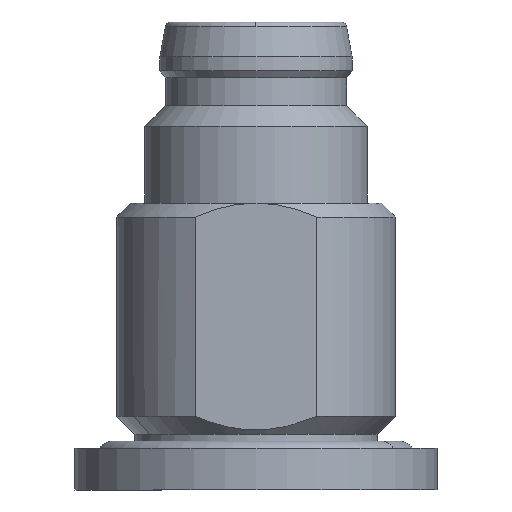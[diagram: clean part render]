
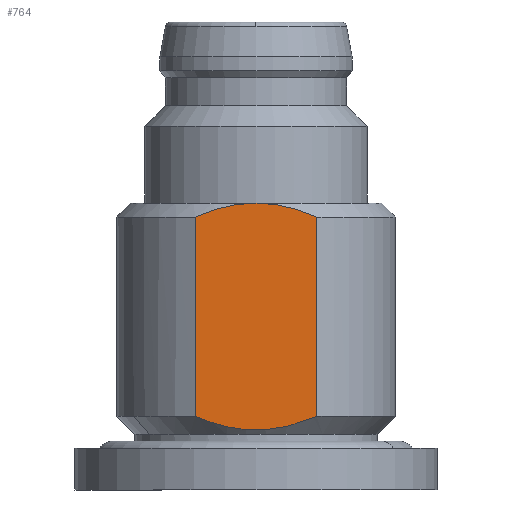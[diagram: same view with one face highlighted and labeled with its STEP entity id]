
A CAD part, left-side view. The second image highlights one B-rep face of the part: STEP entity #764.
In plain terms, the highlighted planar face has unit normal (-1, 0, 0).
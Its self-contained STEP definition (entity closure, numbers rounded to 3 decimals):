
#735=AXIS2_PLACEMENT_3D('Plane Axis2P3D',#732,#733,#734) ;
#548=CARTESIAN_POINT('Vertex',(2.,4.321,2.65)) ;
#552=CARTESIAN_POINT('Control Point',(2.,4.438,2.6)) ;
#553=CARTESIAN_POINT('Control Point',(2.,4.399,2.616)) ;
#554=CARTESIAN_POINT('Control Point',(2.,4.36,2.633)) ;
#555=CARTESIAN_POINT('Control Point',(2.,4.321,2.65)) ;
#556=CARTESIAN_POINT('Vertex',(2.,4.438,2.6)) ;
#560=CARTESIAN_POINT('Control Point',(2.,4.438,2.6)) ;
#561=CARTESIAN_POINT('Control Point',(2.,5.379,2.208)) ;
#562=CARTESIAN_POINT('Control Point',(2.,6.132,2.078)) ;
#563=CARTESIAN_POINT('Control Point',(2.,6.858,2.074)) ;
#564=CARTESIAN_POINT('Control Point',(2.,7.62,2.208)) ;
#565=CARTESIAN_POINT('Control Point',(2.,8.562,2.6)) ;
#566=CARTESIAN_POINT('Vertex',(2.,8.562,2.6)) ;
#570=CARTESIAN_POINT('Control Point',(2.,8.679,2.65)) ;
#571=CARTESIAN_POINT('Control Point',(2.,8.64,2.633)) ;
#572=CARTESIAN_POINT('Control Point',(2.,8.601,2.616)) ;
#573=CARTESIAN_POINT('Control Point',(2.,8.562,2.6)) ;
#574=CARTESIAN_POINT('Vertex',(2.,8.679,2.65)) ;
#610=CARTESIAN_POINT('Line Origine',(2.,8.679,6.2)) ;
#614=CARTESIAN_POINT('Vertex',(2.,8.679,9.8)) ;
#717=CARTESIAN_POINT('Vertex',(2.,4.321,9.8)) ;
#720=CARTESIAN_POINT('Line Origine',(2.,4.321,6.2)) ;
#732=CARTESIAN_POINT('Axis2P3D Location',(2.,-0.971,10.3)) ;
#738=CARTESIAN_POINT('Control Point',(2.,6.5,10.3)) ;
#739=CARTESIAN_POINT('Control Point',(2.,6.063,10.3)) ;
#740=CARTESIAN_POINT('Control Point',(2.,5.63,10.247)) ;
#741=CARTESIAN_POINT('Control Point',(2.,5.197,10.143)) ;
#742=CARTESIAN_POINT('Control Point',(2.,4.76,9.992)) ;
#743=CARTESIAN_POINT('Control Point',(2.,4.321,9.8)) ;
#744=CARTESIAN_POINT('Vertex',(2.,6.5,10.3)) ;
#748=CARTESIAN_POINT('Control Point',(2.,8.679,9.8)) ;
#749=CARTESIAN_POINT('Control Point',(2.,8.24,9.992)) ;
#750=CARTESIAN_POINT('Control Point',(2.,7.803,10.143)) ;
#751=CARTESIAN_POINT('Control Point',(2.,7.37,10.247)) ;
#752=CARTESIAN_POINT('Control Point',(2.,6.937,10.3)) ;
#753=CARTESIAN_POINT('Control Point',(2.,6.5,10.3)) ;
#611=DIRECTION('Vector Direction',(0.,0.,1.)) ;
#721=DIRECTION('Vector Direction',(0.,0.,1.)) ;
#733=DIRECTION('Axis2P3D Direction',(1.,0.,0.)) ;
#734=DIRECTION('Axis2P3D XDirection',(0.,1.,0.)) ;
#612=VECTOR('Line Direction',#611,1.) ;
#722=VECTOR('Line Direction',#721,1.) ;
#756=ORIENTED_EDGE('',*,*,#568,.F.) ;
#757=ORIENTED_EDGE('',*,*,#558,.T.) ;
#758=ORIENTED_EDGE('',*,*,#724,.F.) ;
#759=ORIENTED_EDGE('',*,*,#746,.F.) ;
#760=ORIENTED_EDGE('',*,*,#754,.F.) ;
#761=ORIENTED_EDGE('',*,*,#616,.F.) ;
#762=ORIENTED_EDGE('',*,*,#576,.T.) ;
#764=ADVANCED_FACE('V1',(#763),#736,.F.) ;
#551=B_SPLINE_CURVE_WITH_KNOTS('',3,(#552,#553,#554,#555),.UNSPECIFIED.,.F.,.U.,(4,4),(6.223,6.4),.UNSPECIFIED.) ;
#559=B_SPLINE_CURVE_WITH_KNOTS('',5,(#560,#561,#562,#563,#564,#565),.UNSPECIFIED.,.F.,.U.,(6,6),(0.,86.79),.UNSPECIFIED.) ;
#569=B_SPLINE_CURVE_WITH_KNOTS('',3,(#570,#571,#572,#573),.UNSPECIFIED.,.F.,.U.,(4,4),(0.,0.177),.UNSPECIFIED.) ;
#737=B_SPLINE_CURVE_WITH_KNOTS('',5,(#738,#739,#740,#741,#742,#743),.UNSPECIFIED.,.F.,.U.,(6,6),(0.,3.209),.UNSPECIFIED.) ;
#747=B_SPLINE_CURVE_WITH_KNOTS('',5,(#748,#749,#750,#751,#752,#753),.UNSPECIFIED.,.F.,.U.,(6,6),(0.,3.209),.UNSPECIFIED.) ;
#558=EDGE_CURVE('',#557,#549,#551,.T.) ;
#568=EDGE_CURVE('',#557,#567,#559,.T.) ;
#576=EDGE_CURVE('',#575,#567,#569,.T.) ;
#616=EDGE_CURVE('',#575,#615,#613,.T.) ;
#724=EDGE_CURVE('',#718,#549,#723,.F.) ;
#746=EDGE_CURVE('',#745,#718,#737,.T.) ;
#754=EDGE_CURVE('',#615,#745,#747,.T.) ;
#755=EDGE_LOOP('',(#756,#757,#758,#759,#760,#761,#762)) ;
#763=FACE_OUTER_BOUND('',#755,.T.) ;
#613=LINE('Line',#610,#612) ;
#723=LINE('Line',#720,#722) ;
#736=PLANE('',#735) ;
#549=VERTEX_POINT('',#548) ;
#557=VERTEX_POINT('',#556) ;
#567=VERTEX_POINT('',#566) ;
#575=VERTEX_POINT('',#574) ;
#615=VERTEX_POINT('',#614) ;
#718=VERTEX_POINT('',#717) ;
#745=VERTEX_POINT('',#744) ;
